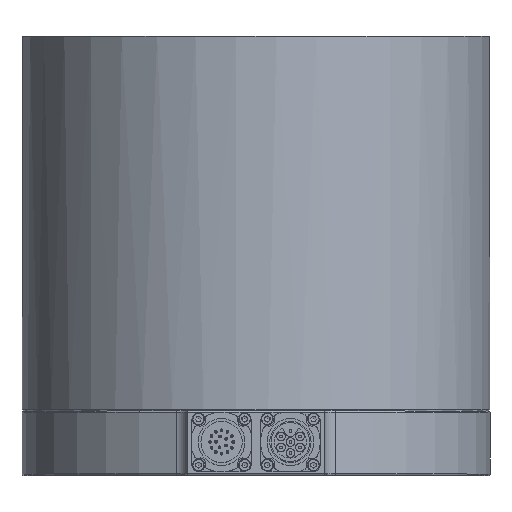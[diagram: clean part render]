
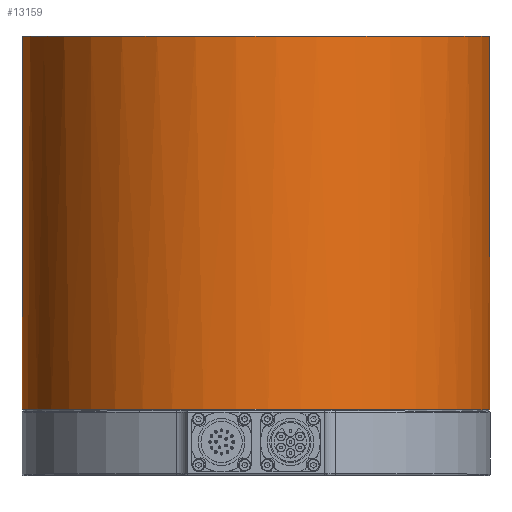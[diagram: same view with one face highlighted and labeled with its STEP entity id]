
A CAD part, top view. The second image highlights one B-rep face of the part: STEP entity #13159.
In plain terms, the highlighted cylindrical face has radius 85 mm (diameter 170 mm), a full revolution.
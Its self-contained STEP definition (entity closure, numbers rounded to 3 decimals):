
#86 = CIRCLE ( 'NONE', #8036, 85. ) ;
#276 = EDGE_LOOP ( 'NONE', ( #13126 ) ) ;
#909 = DIRECTION ( 'NONE',  ( -0.707, 0., 0.707 ) ) ;
#2067 = CARTESIAN_POINT ( 'NONE',  ( 0., 119.773, 0. ) ) ;
#2711 = CIRCLE ( 'NONE', #6740, 85. ) ;
#3651 = CARTESIAN_POINT ( 'NONE',  ( -60.104, 198.773, 60.104 ) ) ;
#3747 = DIRECTION ( 'NONE',  ( 0., -1., 0. ) ) ;
#4251 = EDGE_CURVE ( 'NONE', #15487, #15487, #86, .T. ) ;
#4362 = EDGE_LOOP ( 'NONE', ( #12940 ) ) ;
#5767 = DIRECTION ( 'NONE',  ( 0.707, 0., -0.707 ) ) ;
#6740 = AXIS2_PLACEMENT_3D ( 'NONE', #11224, #3747, #12475 ) ;
#8036 = AXIS2_PLACEMENT_3D ( 'NONE', #15819, #8364, #909 ) ;
#8364 = DIRECTION ( 'NONE',  ( 0., -1., 0. ) ) ;
#8646 = EDGE_CURVE ( 'NONE', #10978, #10978, #2711, .T. ) ;
#9056 = CARTESIAN_POINT ( 'NONE',  ( -60.104, 63.173, 60.104 ) ) ;
#9108 = CYLINDRICAL_SURFACE ( 'NONE', #13943, 85. ) ;
#9495 = FACE_OUTER_BOUND ( 'NONE', #276, .T. ) ;
#10978 = VERTEX_POINT ( 'NONE', #9056 ) ;
#11224 = CARTESIAN_POINT ( 'NONE',  ( 0., 63.173, 0. ) ) ;
#12475 = DIRECTION ( 'NONE',  ( -0.707, 0., 0.707 ) ) ;
#12940 = ORIENTED_EDGE ( 'NONE', *, *, #4251, .T. ) ;
#13126 = ORIENTED_EDGE ( 'NONE', *, *, #8646, .F. ) ;
#13159 = ADVANCED_FACE ( 'NONE', ( #9495, #15713 ), #9108, .T. ) ;
#13943 = AXIS2_PLACEMENT_3D ( 'NONE', #2067, #15723, #5767 ) ;
#15487 = VERTEX_POINT ( 'NONE', #3651 ) ;
#15713 = FACE_OUTER_BOUND ( 'NONE', #4362, .T. ) ;
#15723 = DIRECTION ( 'NONE',  ( 0., 1., 0. ) ) ;
#15819 = CARTESIAN_POINT ( 'NONE',  ( 0., 198.773, 0. ) ) ;
